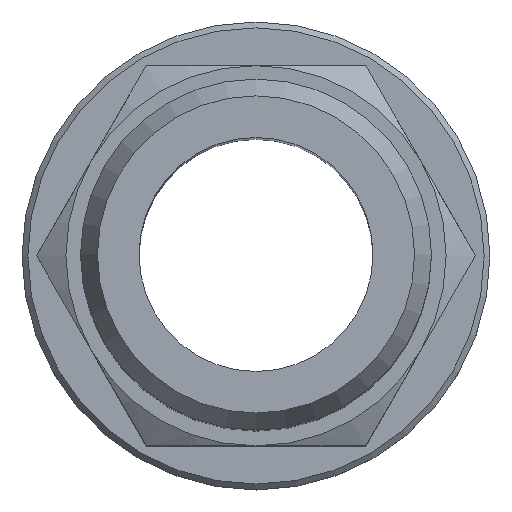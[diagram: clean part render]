
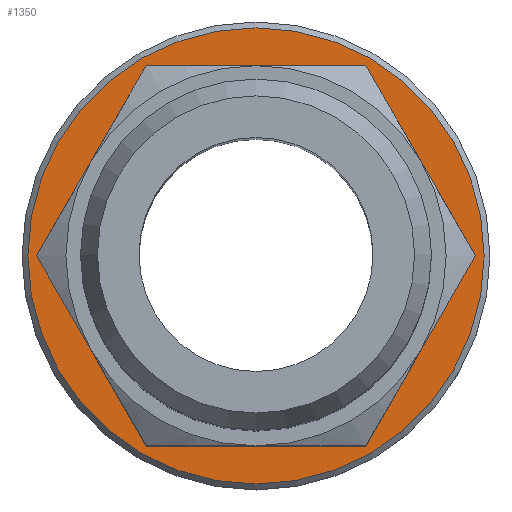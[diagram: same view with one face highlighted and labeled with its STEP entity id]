
A CAD part, top view. The second image highlights one B-rep face of the part: STEP entity #1350.
In plain terms, the highlighted face is planar.
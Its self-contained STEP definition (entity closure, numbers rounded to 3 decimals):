
#317=VECTOR('',#1024,1.);
#320=VECTOR('',#1033,1.);
#322=VECTOR('',#1043,1.);
#324=VECTOR('',#1053,1.);
#326=VECTOR('',#1061,1.);
#327=VECTOR('',#1068,1.);
#329=LINE('',#1177,#317);
#332=LINE('',#1186,#320);
#334=LINE('',#1194,#322);
#336=LINE('',#1202,#324);
#338=LINE('',#1209,#326);
#339=LINE('',#1213,#327);
#375=PLANE('',#1302);
#450=ORIENTED_EDGE('',*,*,#589,.T.);
#451=ORIENTED_EDGE('',*,*,#581,.F.);
#452=ORIENTED_EDGE('',*,*,#584,.F.);
#453=ORIENTED_EDGE('',*,*,#587,.F.);
#454=ORIENTED_EDGE('',*,*,#568,.F.);
#455=ORIENTED_EDGE('',*,*,#573,.F.);
#456=ORIENTED_EDGE('',*,*,#577,.F.);
#499=CIRCLE('',#1303,7.8);
#527=VERTEX_POINT('',#1174);
#528=VERTEX_POINT('',#1176);
#531=VERTEX_POINT('',#1184);
#533=VERTEX_POINT('',#1192);
#535=VERTEX_POINT('',#1200);
#537=VERTEX_POINT('',#1207);
#538=VERTEX_POINT('',#1217);
#568=EDGE_CURVE('',#527,#528,#329,.T.);
#573=EDGE_CURVE('',#531,#527,#332,.T.);
#577=EDGE_CURVE('',#533,#531,#334,.T.);
#581=EDGE_CURVE('',#535,#533,#336,.T.);
#584=EDGE_CURVE('',#537,#535,#338,.T.);
#587=EDGE_CURVE('',#528,#537,#339,.T.);
#589=EDGE_CURVE('',#538,#538,#499,.T.);
#630=EDGE_LOOP('',(#450));
#631=EDGE_LOOP('',(#451,#452,#453,#454,#455,#456));
#686=FACE_BOUND('',#630,.T.);
#687=FACE_BOUND('',#631,.T.);
#1024=DIRECTION('',(3.753,0.,-6.5));
#1033=DIRECTION('',(7.506,0.,0.));
#1043=DIRECTION('',(3.753,0.,6.5));
#1053=DIRECTION('',(-3.753,0.,6.5));
#1061=DIRECTION('',(-7.506,0.,0.));
#1068=DIRECTION('',(-3.753,0.,-6.5));
#1073=DIRECTION('',(0.,1.,0.));
#1074=DIRECTION('',(1.,0.,0.));
#1075=DIRECTION('',(0.,1.,0.));
#1076=DIRECTION('',(0.,0.,-7.8));
#1174=CARTESIAN_POINT('',(3.753,10.,6.5));
#1176=CARTESIAN_POINT('',(7.506,10.,0.));
#1177=CARTESIAN_POINT('',(3.753,10.,6.5));
#1184=CARTESIAN_POINT('',(-3.753,10.,6.5));
#1186=CARTESIAN_POINT('',(-3.753,10.,6.5));
#1192=CARTESIAN_POINT('',(-7.506,10.,0.));
#1194=CARTESIAN_POINT('',(-7.506,10.,0.));
#1200=CARTESIAN_POINT('',(-3.753,10.,-6.5));
#1202=CARTESIAN_POINT('',(-3.753,10.,-6.5));
#1207=CARTESIAN_POINT('',(3.753,10.,-6.5));
#1209=CARTESIAN_POINT('',(3.753,10.,-6.5));
#1213=CARTESIAN_POINT('',(7.506,10.,0.));
#1216=CARTESIAN_POINT('',(0.,10.,-7.8));
#1217=CARTESIAN_POINT('',(0.,10.,-7.8));
#1218=CARTESIAN_POINT('',(0.,10.,0.));
#1302=AXIS2_PLACEMENT_3D('',#1216,#1073,#1074);
#1303=AXIS2_PLACEMENT_3D('',#1218,#1075,#1076);
#1350=ADVANCED_FACE('',(#686,#687),#375,.T.);
